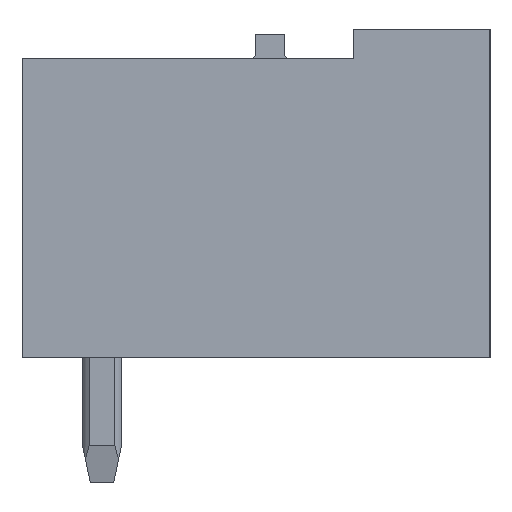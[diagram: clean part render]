
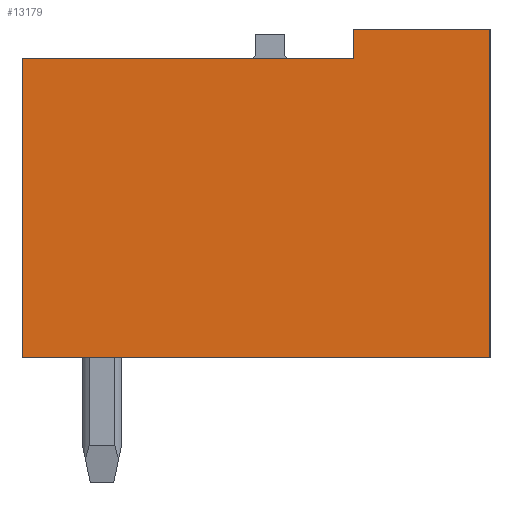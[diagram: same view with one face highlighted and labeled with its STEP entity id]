
A CAD part, left-side view. The second image highlights one B-rep face of the part: STEP entity #13179.
In plain terms, the highlighted planar face has unit normal (-1, 0, 0).
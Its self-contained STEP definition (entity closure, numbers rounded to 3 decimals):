
#13169=AXIS2_PLACEMENT_3D('Plane Axis2P3D',#13166,#13167,#13168) ;
#269=CARTESIAN_POINT('Vertex',(0.,3.5,11.63)) ;
#272=CARTESIAN_POINT('Line Origine',(0.,1.75,11.63)) ;
#276=CARTESIAN_POINT('Vertex',(0.,0.,11.63)) ;
#847=CARTESIAN_POINT('Vertex',(0.,12.,10.88)) ;
#850=CARTESIAN_POINT('Line Origine',(0.,7.75,10.88)) ;
#854=CARTESIAN_POINT('Vertex',(0.,3.5,10.88)) ;
#1365=CARTESIAN_POINT('Vertex',(0.,12.,3.2)) ;
#1368=CARTESIAN_POINT('Line Origine',(0.,12.,7.04)) ;
#1432=CARTESIAN_POINT('Vertex',(0.,0.,3.2)) ;
#1435=CARTESIAN_POINT('Line Origine',(0.,6.,3.2)) ;
#6558=CARTESIAN_POINT('Line Origine',(0.,0.,7.415)) ;
#12508=CARTESIAN_POINT('Line Origine',(0.,3.5,11.255)) ;
#13166=CARTESIAN_POINT('Axis2P3D Location',(0.,0.,0.)) ;
#273=DIRECTION('Vector Direction',(0.,-1.,0.)) ;
#851=DIRECTION('Vector Direction',(0.,1.,0.)) ;
#1369=DIRECTION('Vector Direction',(0.,0.,1.)) ;
#1436=DIRECTION('Vector Direction',(0.,1.,0.)) ;
#6559=DIRECTION('Vector Direction',(0.,0.,-1.)) ;
#12509=DIRECTION('Vector Direction',(0.,0.,1.)) ;
#13167=DIRECTION('Axis2P3D Direction',(-1.,0.,0.)) ;
#13168=DIRECTION('Axis2P3D XDirection',(0.,-1.,0.)) ;
#274=VECTOR('Line Direction',#273,1.) ;
#852=VECTOR('Line Direction',#851,1.) ;
#1370=VECTOR('Line Direction',#1369,1.) ;
#1437=VECTOR('Line Direction',#1436,1.) ;
#6560=VECTOR('Line Direction',#6559,1.) ;
#12510=VECTOR('Line Direction',#12509,1.) ;
#13172=ORIENTED_EDGE('',*,*,#6562,.T.) ;
#13173=ORIENTED_EDGE('',*,*,#278,.T.) ;
#13174=ORIENTED_EDGE('',*,*,#12512,.T.) ;
#13175=ORIENTED_EDGE('',*,*,#856,.T.) ;
#13176=ORIENTED_EDGE('',*,*,#1372,.T.) ;
#13177=ORIENTED_EDGE('',*,*,#1439,.T.) ;
#13179=ADVANCED_FACE('Housing',(#13178),#13170,.T.) ;
#278=EDGE_CURVE('',#277,#270,#275,.F.) ;
#856=EDGE_CURVE('',#855,#848,#853,.T.) ;
#1372=EDGE_CURVE('',#848,#1366,#1371,.F.) ;
#1439=EDGE_CURVE('',#1366,#1433,#1438,.F.) ;
#6562=EDGE_CURVE('',#1433,#277,#6561,.F.) ;
#12512=EDGE_CURVE('',#270,#855,#12511,.F.) ;
#13171=EDGE_LOOP('',(#13172,#13173,#13174,#13175,#13176,#13177)) ;
#13178=FACE_OUTER_BOUND('',#13171,.T.) ;
#275=LINE('Line',#272,#274) ;
#853=LINE('Line',#850,#852) ;
#1371=LINE('Line',#1368,#1370) ;
#1438=LINE('Line',#1435,#1437) ;
#6561=LINE('Line',#6558,#6560) ;
#12511=LINE('Line',#12508,#12510) ;
#13170=PLANE('',#13169) ;
#270=VERTEX_POINT('',#269) ;
#277=VERTEX_POINT('',#276) ;
#848=VERTEX_POINT('',#847) ;
#855=VERTEX_POINT('',#854) ;
#1366=VERTEX_POINT('',#1365) ;
#1433=VERTEX_POINT('',#1432) ;
